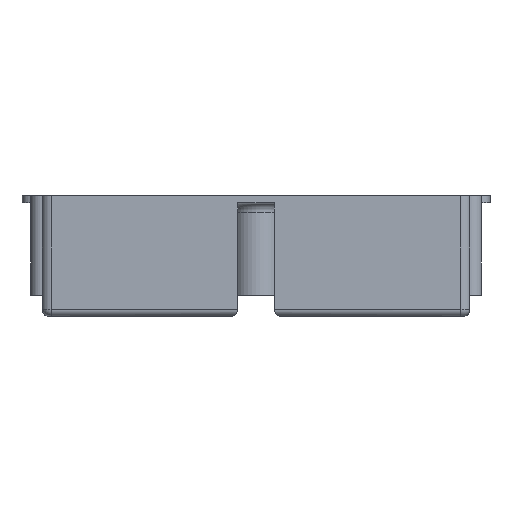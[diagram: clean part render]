
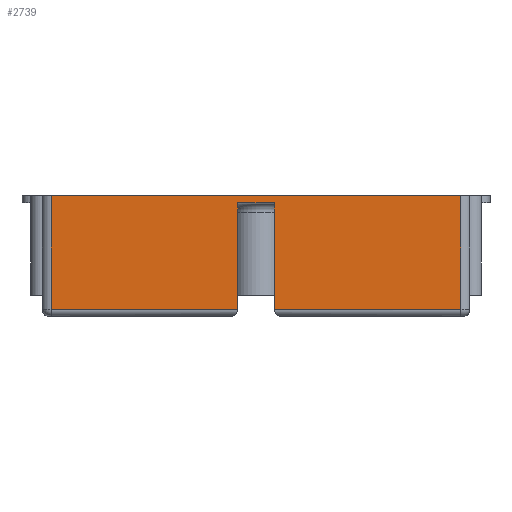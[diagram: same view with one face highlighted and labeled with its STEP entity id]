
A CAD part, front view. The second image highlights one B-rep face of the part: STEP entity #2739.
In plain terms, the highlighted planar face has unit normal (0, -1, 0).
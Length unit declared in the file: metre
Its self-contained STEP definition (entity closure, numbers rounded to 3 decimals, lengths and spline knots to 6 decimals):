
#769=ORIENTED_EDGE('',*,*,#1269,.T.);
#770=ORIENTED_EDGE('',*,*,#1270,.T.);
#771=ORIENTED_EDGE('',*,*,#1271,.F.);
#772=ORIENTED_EDGE('',*,*,#1003,.F.);
#773=ORIENTED_EDGE('',*,*,#1272,.T.);
#774=ORIENTED_EDGE('',*,*,#1273,.T.);
#775=ORIENTED_EDGE('',*,*,#1274,.T.);
#776=ORIENTED_EDGE('',*,*,#1053,.T.);
#1003=EDGE_CURVE('',#1396,#1397,#1643,.T.);
#1053=EDGE_CURVE('',#1443,#1444,#1689,.T.);
#1269=EDGE_CURVE('',#1444,#1563,#1865,.T.);
#1270=EDGE_CURVE('',#1563,#1564,#1866,.F.);
#1271=EDGE_CURVE('',#1397,#1564,#1867,.T.);
#1272=EDGE_CURVE('',#1396,#1565,#1868,.T.);
#1273=EDGE_CURVE('',#1565,#1566,#1869,.F.);
#1274=EDGE_CURVE('',#1566,#1443,#1870,.T.);
#1396=VERTEX_POINT('',#3972);
#1397=VERTEX_POINT('',#3974);
#1443=VERTEX_POINT('',#4073);
#1444=VERTEX_POINT('',#4074);
#1563=VERTEX_POINT('',#4507);
#1564=VERTEX_POINT('',#4509);
#1565=VERTEX_POINT('',#4512);
#1566=VERTEX_POINT('',#4514);
#1643=LINE('',#3973,#1954);
#1689=LINE('',#4072,#2000);
#1865=LINE('',#4506,#2176);
#1866=LINE('',#4508,#2177);
#1867=LINE('',#4510,#2178);
#1868=LINE('',#4511,#2179);
#1869=LINE('',#4513,#2180);
#1870=LINE('',#4515,#2181);
#1954=VECTOR('',#3107,1.);
#2000=VECTOR('',#3167,1.);
#2176=VECTOR('',#3619,1.);
#2177=VECTOR('',#3620,1.);
#2178=VECTOR('',#3621,1.);
#2179=VECTOR('',#3622,1.);
#2180=VECTOR('',#3623,1.);
#2181=VECTOR('',#3624,1.);
#2329=EDGE_LOOP('',(#769,#770,#771,#772,#773,#774,#775,#776));
#2494=FACE_BOUND('',#2329,.T.);
#2618=PLANE('',#2953);
#2739=ADVANCED_FACE('',(#2494),#2618,.T.);
#2953=AXIS2_PLACEMENT_3D('',#4505,#3617,#3618);
#3107=DIRECTION('',(-1.,0.,0.));
#3167=DIRECTION('',(-1.,0.,0.));
#3617=DIRECTION('',(0.,-1.,0.));
#3618=DIRECTION('',(0.,0.,-1.));
#3619=DIRECTION('',(0.,0.,-1.));
#3620=DIRECTION('',(-1.,0.,0.));
#3621=DIRECTION('',(0.,0.,-1.));
#3622=DIRECTION('',(0.,0.,-1.));
#3623=DIRECTION('',(-1.,0.,0.));
#3624=DIRECTION('',(0.,0.,1.));
#3972=CARTESIAN_POINT('',(0.004,-0.082,0.0216));
#3973=CARTESIAN_POINT('',(-0.045125,-0.082,0.0216));
#3974=CARTESIAN_POINT('',(-0.004,-0.082,0.0216));
#4072=CARTESIAN_POINT('',(-0.045125,-0.082,0.0232));
#4073=CARTESIAN_POINT('',(0.0444,-0.082,0.0232));
#4074=CARTESIAN_POINT('',(-0.0444,-0.082,0.0232));
#4505=CARTESIAN_POINT('',(-0.045125,-0.082,0.0232));
#4506=CARTESIAN_POINT('',(-0.0444,-0.082,-0.003));
#4507=CARTESIAN_POINT('',(-0.0444,-0.082,-0.0015));
#4508=CARTESIAN_POINT('',(-0.045125,-0.082,-0.0015));
#4509=CARTESIAN_POINT('',(-0.004,-0.082,-0.0015));
#4510=CARTESIAN_POINT('',(-0.004,-0.082,0.0266));
#4511=CARTESIAN_POINT('',(0.004,-0.082,0.0266));
#4512=CARTESIAN_POINT('',(0.004,-0.082,-0.0015));
#4513=CARTESIAN_POINT('',(-0.045125,-0.082,-0.0015));
#4514=CARTESIAN_POINT('',(0.0444,-0.082,-0.0015));
#4515=CARTESIAN_POINT('',(0.0444,-0.082,0.0232));
